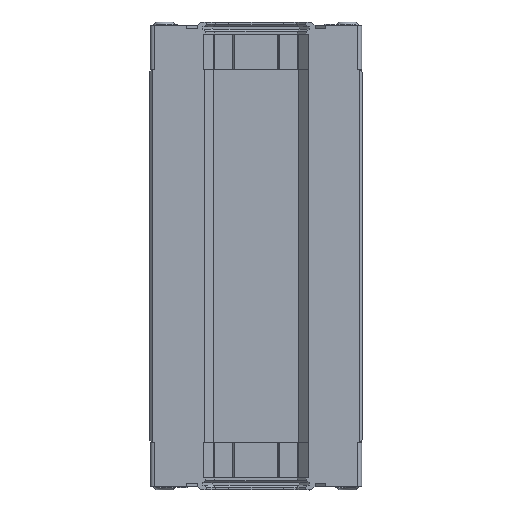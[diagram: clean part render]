
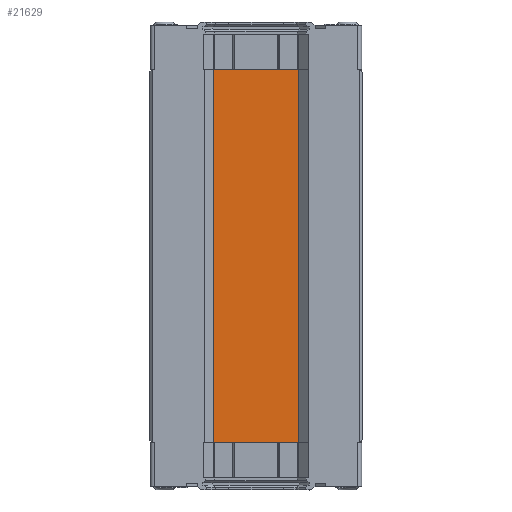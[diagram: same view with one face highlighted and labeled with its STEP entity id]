
A CAD part, front view. The second image highlights one B-rep face of the part: STEP entity #21629.
In plain terms, the highlighted planar face has unit normal (0, -1, 0).
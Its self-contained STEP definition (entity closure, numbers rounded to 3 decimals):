
#1229=LINE('',#32449,#3619);
#1239=LINE('',#32492,#3629);
#1389=LINE('',#32905,#3779);
#1420=LINE('',#33006,#3810);
#1421=LINE('',#33008,#3811);
#1422=LINE('',#33010,#3812);
#1423=LINE('',#33012,#3813);
#1424=LINE('',#33013,#3814);
#3619=VECTOR('',#26465,0.283);
#3629=VECTOR('',#26499,0.283);
#3779=VECTOR('',#26907,27.475);
#3810=VECTOR('',#27010,122.5);
#3811=VECTOR('',#27011,0.283);
#3812=VECTOR('',#27012,27.475);
#3813=VECTOR('',#27013,0.283);
#3814=VECTOR('',#27014,122.5);
#5896=FACE_OUTER_BOUND('',#7144,.T.);
#7144=EDGE_LOOP('',(#16098,#16099,#16100,#16101,#16102,#16103,#16104,#16105));
#9143=VERTEX_POINT('',#32447);
#9144=VERTEX_POINT('',#32448);
#9164=VERTEX_POINT('',#32490);
#9165=VERTEX_POINT('',#32491);
#9327=VERTEX_POINT('',#33005);
#9328=VERTEX_POINT('',#33007);
#9329=VERTEX_POINT('',#33009);
#9330=VERTEX_POINT('',#33011);
#11485=EDGE_CURVE('',#9143,#9144,#1229,.T.);
#11506=EDGE_CURVE('',#9164,#9165,#1239,.T.);
#11710=EDGE_CURVE('',#9165,#9143,#1389,.T.);
#11756=EDGE_CURVE('',#9327,#9144,#1420,.T.);
#11757=EDGE_CURVE('',#9328,#9327,#1421,.T.);
#11758=EDGE_CURVE('',#9329,#9328,#1422,.T.);
#11759=EDGE_CURVE('',#9330,#9329,#1423,.T.);
#11760=EDGE_CURVE('',#9164,#9330,#1424,.T.);
#16098=ORIENTED_EDGE('',*,*,#11756,.F.);
#16099=ORIENTED_EDGE('',*,*,#11757,.F.);
#16100=ORIENTED_EDGE('',*,*,#11758,.F.);
#16101=ORIENTED_EDGE('',*,*,#11759,.F.);
#16102=ORIENTED_EDGE('',*,*,#11760,.F.);
#16103=ORIENTED_EDGE('',*,*,#11506,.T.);
#16104=ORIENTED_EDGE('',*,*,#11710,.T.);
#16105=ORIENTED_EDGE('',*,*,#11485,.T.);
#19426=PLANE('',#23132);
#21629=ADVANCED_FACE('',(#5896),#19426,.F.);
#23132=AXIS2_PLACEMENT_3D('',#33004,#27008,#27009);
#26465=DIRECTION('',(1.,0.,0.));
#26499=DIRECTION('',(1.,0.,0.));
#26907=DIRECTION('',(1.,0.,0.));
#27008=DIRECTION('center_axis',(0.,1.,0.));
#27009=DIRECTION('ref_axis',(0.,0.,1.));
#27010=DIRECTION('',(0.,0.,-1.));
#27011=DIRECTION('',(1.,0.,0.));
#27012=DIRECTION('',(1.,0.,0.));
#27013=DIRECTION('',(1.,0.,0.));
#27014=DIRECTION('',(0.,0.,1.));
#32447=CARTESIAN_POINT('',(13.737,4.9,-61.25));
#32448=CARTESIAN_POINT('',(14.02,4.9,-61.25));
#32449=CARTESIAN_POINT('',(-14.02,4.9,-61.25));
#32490=CARTESIAN_POINT('',(-14.02,4.9,-61.25));
#32491=CARTESIAN_POINT('',(-13.737,4.9,-61.25));
#32492=CARTESIAN_POINT('',(-14.02,4.9,-61.25));
#32905=CARTESIAN_POINT('',(-14.02,4.9,-61.25));
#33004=CARTESIAN_POINT('Origin',(14.02,4.9,61.25));
#33005=CARTESIAN_POINT('',(14.02,4.9,61.25));
#33006=CARTESIAN_POINT('',(14.02,4.9,61.25));
#33007=CARTESIAN_POINT('',(13.737,4.9,61.25));
#33008=CARTESIAN_POINT('',(-14.02,4.9,61.25));
#33009=CARTESIAN_POINT('',(-13.737,4.9,61.25));
#33010=CARTESIAN_POINT('',(-14.02,4.9,61.25));
#33011=CARTESIAN_POINT('',(-14.02,4.9,61.25));
#33012=CARTESIAN_POINT('',(-14.02,4.9,61.25));
#33013=CARTESIAN_POINT('',(-14.02,4.9,-61.25));
